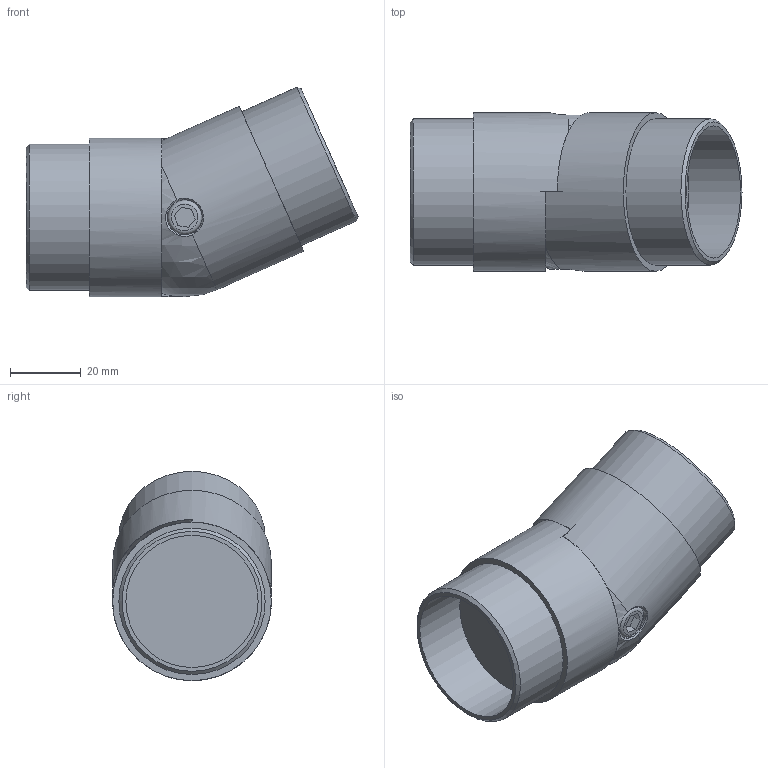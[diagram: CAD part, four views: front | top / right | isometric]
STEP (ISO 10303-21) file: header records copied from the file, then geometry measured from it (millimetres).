
FILE_DESCRIPTION(/* description */ (''),/* implementation_level */ '2;1');
FILE_NAME(/* name */ '1645_Cosch_Edelstahltechnik.stp',/* time_stamp */ '2018-08-27T19:36:30+02:00',/* author */ (''),/* organization */ (''),/* preprocessor_version */ 'ST-DEVELOPER v16',/* originating_system */ 'SIEMENS PLM Software NX 11.0',/* authorisation */ '');
FILE_SCHEMA (('AUTOMOTIVE_DESIGN { 1 0 10303 214 3 1 1 1 }'));
Length unit declared in the file: millimetre
Products named in the file (1): Goge0458A95D4ml3
Bounding box: 94.18 x 45 x 59.39 mm (x, y, z)
Volume: 90152.6 mm3; surface area: 25286 mm2
Topology: 1 solids, 1 shells, 51 faces, 120 edges, 77 vertices
Faces by surface type: plane 30, cylinder 10, cone 4, sphere 3, torus 2, bspline 2
Full cylindrical faces by diameter (mm): 9.7 x2, 10 x2, 37.5 x2, 41.5 x2, 45 x2
Entity records: 1554 total; most frequent: CARTESIAN_POINT 451, DIRECTION 228, ORIENTED_EDGE 192, EDGE_CURVE 96, AXIS2_PLACEMENT_3D 90, EDGE_LOOP 73, VERTEX_POINT 69, ADVANCED_FACE 51
